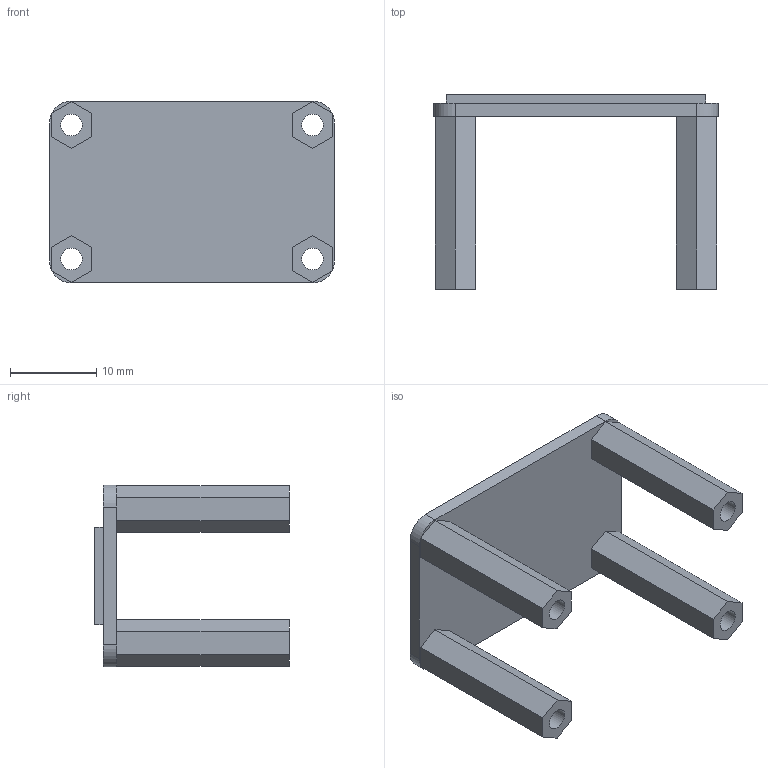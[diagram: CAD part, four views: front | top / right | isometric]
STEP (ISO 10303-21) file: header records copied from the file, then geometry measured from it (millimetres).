
FILE_DESCRIPTION(/* description */ (''),/* implementation_level */ '2;1');
FILE_NAME(/* name */ 'adafruit oled with standoffs.step',/* time_stamp */ '2022-09-18T10:17:37-06:00',/* author */ (''),/* organization */ (''),/* preprocessor_version */ 'ST-DEVELOPER v19',/* originating_system */ 'Autodesk Translation Framework v11.7.0.108',/* authorisation */ '');
FILE_SCHEMA (('AUTOMOTIVE_DESIGN { 1 0 10303 214 3 1 1 }'));
Length unit declared in the file: millimetre
Products named in the file (1): adafruit oled
Bounding box: 33.02 x 22.55 x 21.05 mm (x, y, z)
Volume: 2515.8 mm3; surface area: 3676.6 mm2
Topology: 5 solids, 5 shells, 55 faces, 132 edges, 88 vertices
Faces by surface type: plane 43, cylinder 12
Full cylindrical faces by diameter (mm): 2.5 x8
Entity records: 1679 total; most frequent: CARTESIAN_POINT 276, DIRECTION 268, ORIENTED_EDGE 264, EDGE_CURVE 132, LINE 108, VECTOR 108, VERTEX_POINT 88, AXIS2_PLACEMENT_3D 80
